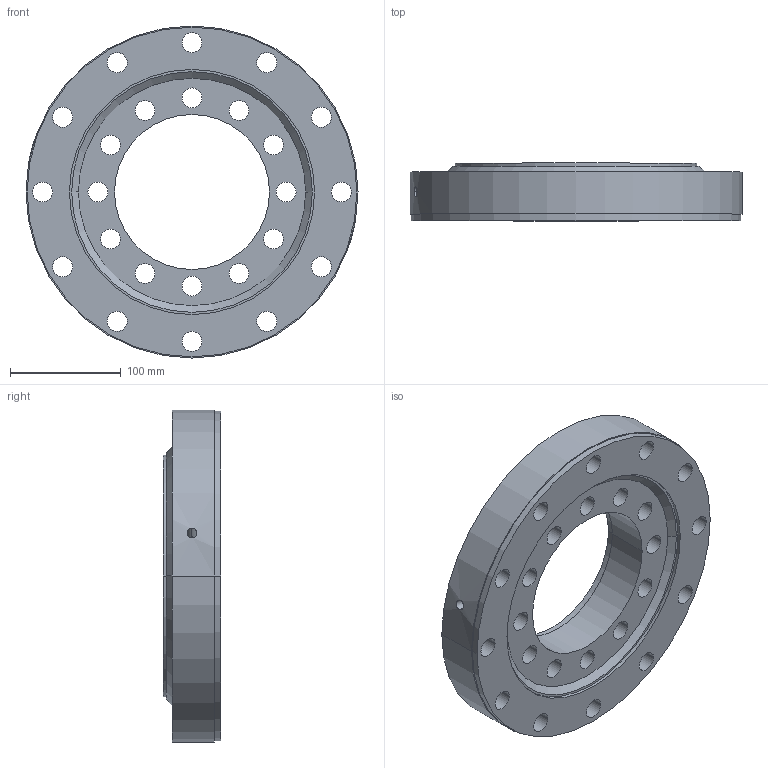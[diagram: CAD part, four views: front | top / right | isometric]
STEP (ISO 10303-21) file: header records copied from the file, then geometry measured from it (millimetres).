
FILE_DESCRIPTION (( 'STEP AP203' ), '1' );
FILE_NAME ('08-0220-05.STEP', '2017-12-27T12:46:27', ( 'defontaine' ), ( 'Hewlett-Packard Company' ), 'SwSTEP 2.0', 'SolidWorks 2016', '' );
FILE_SCHEMA (( 'CONFIG_CONTROL_DESIGN' ));
Length unit declared in the file: millimetre
Products named in the file (1): 08-0220-05
Bounding box: 300 x 52 x 300 mm (x, y, z)
Volume: 1996302.6 mm3; surface area: 344235.8 mm2
Topology: 5 solids, 5 shells, 129 faces, 317 edges, 202 vertices
Faces by surface type: cylinder 74, torus 23, cone 16, plane 16
Entity records: 4367 total; most frequent: CARTESIAN_POINT 961, DIRECTION 772, ORIENTED_EDGE 634, AXIS2_PLACEMENT_3D 341, EDGE_CURVE 317, CIRCLE 211, VERTEX_POINT 202, EDGE_LOOP 193
